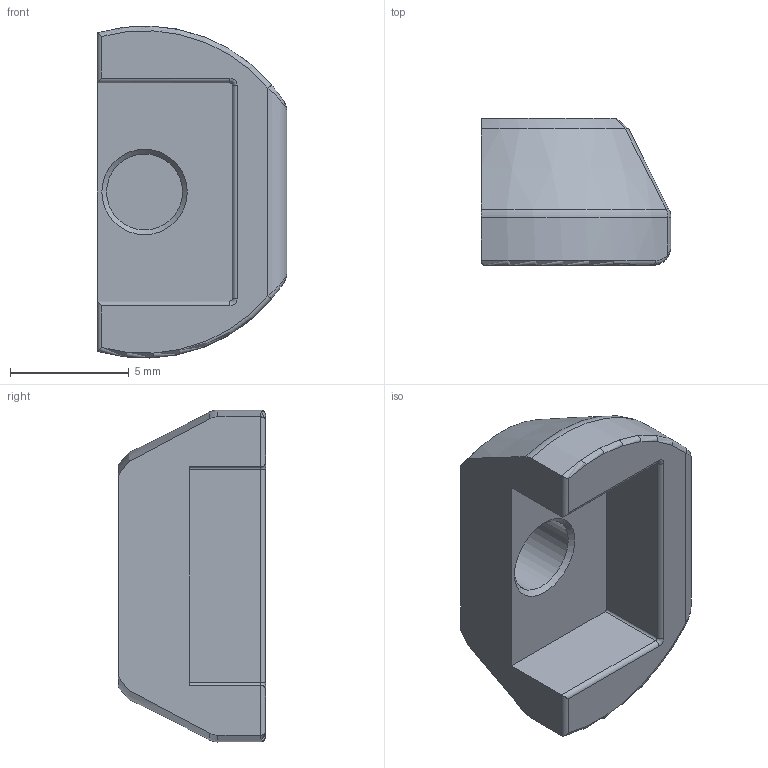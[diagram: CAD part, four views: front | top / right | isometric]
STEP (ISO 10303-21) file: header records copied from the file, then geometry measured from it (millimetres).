
FILE_DESCRIPTION(/* description */ (''),/* implementation_level */ '2;1');
FILE_NAME(/* name */ 'X-RAIL_ENDCAP_V01.step',/* time_stamp */ '2023-01-16T22:50:13+01:00',/* author */ (''),/* organization */ (''),/* preprocessor_version */ 'ST-DEVELOPER v19.2',/* originating_system */ 'Autodesk Translation Framework v11.17.0.187',/* authorisation */ '');
FILE_SCHEMA (('AUTOMOTIVE_DESIGN { 1 0 10303 214 3 1 1 }'));
Length unit declared in the file: millimetre
Products named in the file (1): X-RAIL_ENDCAP_V01_PR
Bounding box: 8 x 6.2 x 13.99 mm (x, y, z)
Volume: 332.9 mm3; surface area: 437.4 mm2
Topology: 1 solids, 1 shells, 46 faces, 103 edges, 60 vertices
Faces by surface type: cylinder 14, plane 11, bspline 8, torus 6, cone 5, sphere 2
Full cylindrical faces by diameter (mm): 3.2 x1
Entity records: 2054 total; most frequent: CARTESIAN_POINT 1033, ORIENTED_EDGE 206, DIRECTION 205, EDGE_CURVE 103, AXIS2_PLACEMENT_3D 83, VERTEX_POINT 60, EDGE_LOOP 47, FACE_OUTER_BOUND 46
